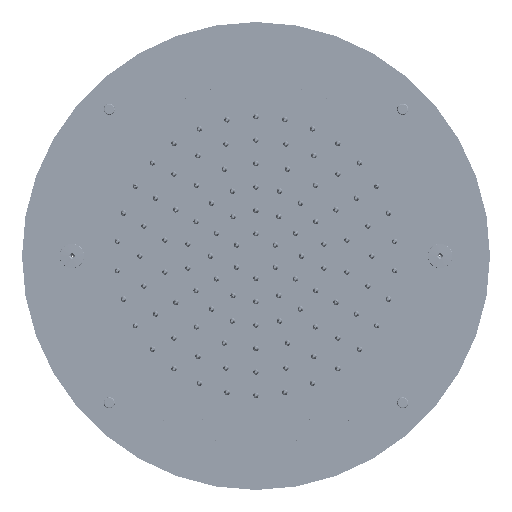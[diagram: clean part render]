
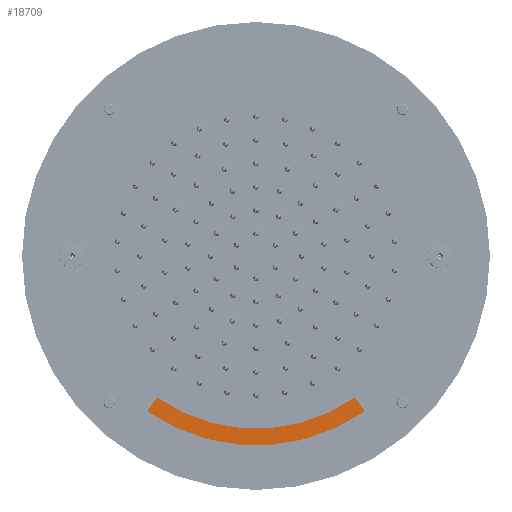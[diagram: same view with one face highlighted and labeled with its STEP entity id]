
A CAD part, top view. The second image highlights one B-rep face of the part: STEP entity #18709.
In plain terms, the highlighted planar face has unit normal (0, 0, 1).
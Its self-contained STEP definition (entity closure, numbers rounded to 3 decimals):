
#18709=ADVANCED_FACE('',(#25649),#25650,.F.);
#25649=FACE_OUTER_BOUND('',#33540,.T.);
#25650=PLANE('',#33541);
#33540=EDGE_LOOP('',(#43894,#43895,#43896,#43897,#43898,#43899,#43900,#43901));
#33541=AXIS2_PLACEMENT_3D('',#43902,#43903,#43904);
#43894=ORIENTED_EDGE('',*,*,#50780,.F.);
#43895=ORIENTED_EDGE('',*,*,#50788,.F.);
#43896=ORIENTED_EDGE('',*,*,#50789,.F.);
#43897=ORIENTED_EDGE('',*,*,#50790,.F.);
#43898=ORIENTED_EDGE('',*,*,#50772,.F.);
#43899=ORIENTED_EDGE('',*,*,#50767,.F.);
#43900=ORIENTED_EDGE('',*,*,#50776,.F.);
#43901=ORIENTED_EDGE('',*,*,#50785,.F.);
#43902=CARTESIAN_POINT('',(0.,0.0,3.0));
#43903=DIRECTION('',(0.0,0.0,-1.0));
#43904=DIRECTION('',(-1.0,0.0,0.0));
#50767=EDGE_CURVE('',#56529,#56530,#56531,.T.);
#50772=EDGE_CURVE('',#56530,#56538,#56539,.T.);
#50776=EDGE_CURVE('',#56544,#56529,#56545,.T.);
#50780=EDGE_CURVE('',#56550,#56551,#56552,.T.);
#50785=EDGE_CURVE('',#56551,#56544,#56559,.T.);
#50788=EDGE_CURVE('',#56562,#56550,#56563,.T.);
#50789=EDGE_CURVE('',#56564,#56562,#56565,.T.);
#50790=EDGE_CURVE('',#56538,#56564,#56566,.T.);
#56529=VERTEX_POINT('',#64655);
#56530=VERTEX_POINT('',#64656);
#56531=CIRCLE('',#64657,170.0);
#56538=VERTEX_POINT('',#64666);
#56539=CIRCLE('',#64667,1.0);
#56544=VERTEX_POINT('',#64673);
#56545=CIRCLE('',#64674,1.0);
#56550=VERTEX_POINT('',#64680);
#56551=VERTEX_POINT('',#64681);
#56552=CIRCLE('',#64682,1.0);
#56559=LINE('',#64691,#64692);
#56562=VERTEX_POINT('',#64696);
#56563=CIRCLE('',#64697,155.0);
#56564=VERTEX_POINT('',#64698);
#56565=CIRCLE('',#64699,1.0);
#56566=LINE('',#64700,#64701);
#64655=CARTESIAN_POINT('',(-96.682,139.83,3.0));
#64656=CARTESIAN_POINT('',(96.682,139.83,3.0));
#64657=AXIS2_PLACEMENT_3D('',#70954,#70955,#70956);
#64666=CARTESIAN_POINT('',(96.933,138.434,3.0));
#64667=AXIS2_PLACEMENT_3D('',#70962,#70963,#70964);
#64673=CARTESIAN_POINT('',(-96.933,138.434,3.0));
#64674=AXIS2_PLACEMENT_3D('',#70969,#70970,#70971);
#64680=CARTESIAN_POINT('',(-88.089,127.536,3.0));
#64681=CARTESIAN_POINT('',(-89.476,127.785,3.0));
#64682=AXIS2_PLACEMENT_3D('',#70976,#70977,#70978);
#64691=CARTESIAN_POINT('',(-93.204,133.11,3.0));
#64692=VECTOR('',#70984,1.0);
#64696=CARTESIAN_POINT('',(88.089,127.536,3.0));
#64697=AXIS2_PLACEMENT_3D('',#70986,#70987,#70988);
#64698=CARTESIAN_POINT('',(89.476,127.785,3.0));
#64699=AXIS2_PLACEMENT_3D('',#70989,#70990,#70991);
#64700=CARTESIAN_POINT('',(93.204,133.11,3.0));
#64701=VECTOR('',#70992,1.0);
#70954=CARTESIAN_POINT('',(0.,0.,3.0));
#70955=DIRECTION('',(0.0,0.0,-1.0));
#70956=DIRECTION('',(-1.0,0.0,0.0));
#70962=CARTESIAN_POINT('',(96.114,139.008,3.0));
#70963=DIRECTION('',(0.0,0.0,-1.0));
#70964=DIRECTION('',(-1.0,0.0,0.0));
#70969=CARTESIAN_POINT('',(-96.114,139.008,3.0));
#70970=DIRECTION('',(0.0,0.0,-1.0));
#70971=DIRECTION('',(-1.0,0.0,0.0));
#70976=CARTESIAN_POINT('',(-88.657,128.359,3.0));
#70977=DIRECTION('',(0.0,0.0,-1.0));
#70978=DIRECTION('',(-1.0,0.0,0.0));
#70984=DIRECTION('',(-0.574,0.819,0.0));
#70986=CARTESIAN_POINT('',(0.,0.0,3.0));
#70987=DIRECTION('',(0.0,0.0,1.0));
#70988=DIRECTION('',(-1.0,0.0,0.0));
#70989=CARTESIAN_POINT('',(88.657,128.359,3.0));
#70990=DIRECTION('',(0.0,0.0,-1.0));
#70991=DIRECTION('',(-1.0,0.0,0.0));
#70992=DIRECTION('',(-0.574,-0.819,0.0));
